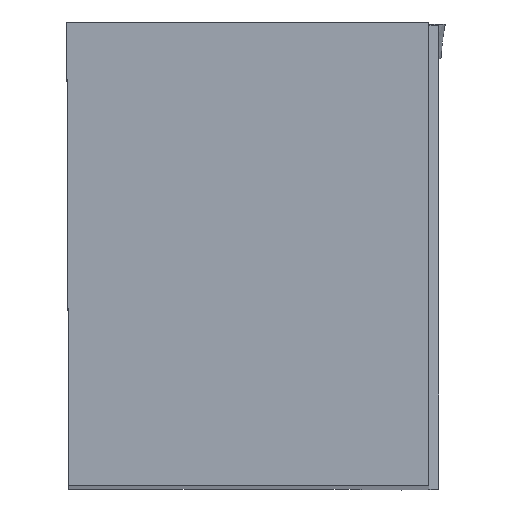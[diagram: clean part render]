
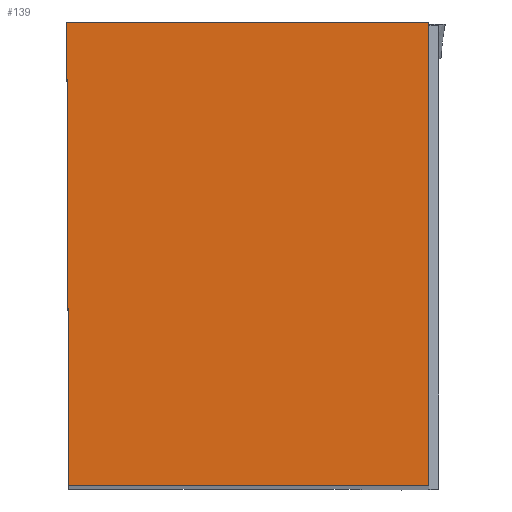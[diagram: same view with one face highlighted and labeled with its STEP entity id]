
A CAD part, top view. The second image highlights one B-rep face of the part: STEP entity #139.
In plain terms, the highlighted planar face has unit normal (0, 0, 1).
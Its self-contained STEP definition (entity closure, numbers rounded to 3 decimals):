
#139=ADVANCED_FACE('BLANK_BOXF006',(#181),#166,.F.);
#166=PLANE('',#578);
#181=FACE_OUTER_BOUND('',#196,.T.);
#196=EDGE_LOOP('',(#287,#288,#289,#290));
#287=ORIENTED_EDGE('',*,*,#421,.T.);
#288=ORIENTED_EDGE('',*,*,#394,.T.);
#289=ORIENTED_EDGE('',*,*,#420,.T.);
#290=ORIENTED_EDGE('',*,*,#415,.T.);
#356=VERTEX_POINT('',#779);
#357=VERTEX_POINT('',#781);
#373=VERTEX_POINT('',#826);
#374=VERTEX_POINT('',#828);
#394=EDGE_CURVE('',#357,#356,#444,.T.);
#415=EDGE_CURVE('',#374,#373,#462,.T.);
#420=EDGE_CURVE('',#356,#374,#466,.T.);
#421=EDGE_CURVE('',#373,#357,#467,.T.);
#444=LINE('',#780,#475);
#462=LINE('',#827,#493);
#466=LINE('',#836,#497);
#467=LINE('',#838,#498);
#475=VECTOR('',#635,1.);
#493=VECTOR('',#661,1.);
#497=VECTOR('',#669,1.);
#498=VECTOR('',#672,1.);
#578=AXIS2_PLACEMENT_3D('',#839,#673,#674);
#635=DIRECTION('',(-1.,0.,0.));
#661=DIRECTION('',(1.,0.,0.));
#669=DIRECTION('',(0.004,-1.,0.));
#672=DIRECTION('',(0.,1.,0.));
#673=DIRECTION('',(0.,0.,-1.));
#674=DIRECTION('',(1.,0.,0.));
#779=CARTESIAN_POINT('',(0.,31.85,0.));
#780=CARTESIAN_POINT('',(177.35,31.85,0.));
#781=CARTESIAN_POINT('',(24.875,31.85,0.));
#826=CARTESIAN_POINT('',(24.875,0.,0.));
#827=CARTESIAN_POINT('',(-177.35,0.,0.));
#828=CARTESIAN_POINT('',(0.139,0.,0.));
#836=CARTESIAN_POINT('',(-0.635,177.348,0.));
#838=CARTESIAN_POINT('',(24.875,-177.35,0.));
#839=CARTESIAN_POINT('',(30.243,-5.,0.));
